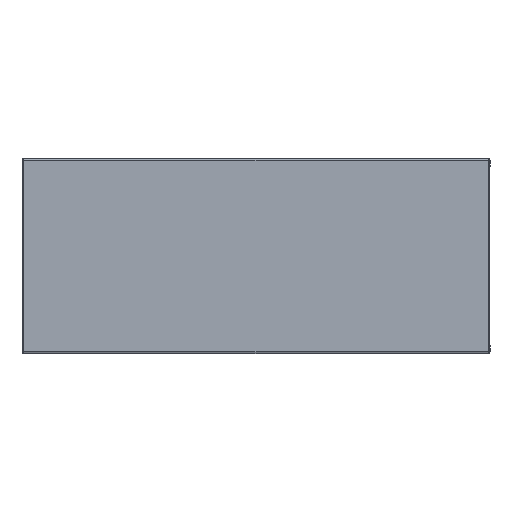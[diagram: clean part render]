
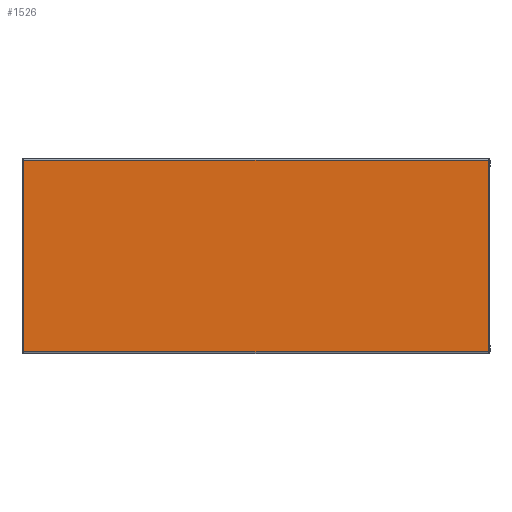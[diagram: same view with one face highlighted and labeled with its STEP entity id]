
A CAD part, left-side view. The second image highlights one B-rep face of the part: STEP entity #1526.
In plain terms, the highlighted planar face has unit normal (-1, 0, 0).
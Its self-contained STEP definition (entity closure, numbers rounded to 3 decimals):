
#2 = ORIENTED_EDGE ( 'NONE', *, *, #3894, .T. ) ;
#60 = CARTESIAN_POINT ( 'NONE',  ( -1., -0.595, 0.005 ) ) ;
#155 = PLANE ( 'NONE',  #1105 ) ;
#183 = DIRECTION ( 'NONE',  ( 0., 0., -1. ) ) ;
#503 = EDGE_CURVE ( 'NONE', #721, #1972, #5298, .T. ) ;
#528 = CARTESIAN_POINT ( 'NONE',  ( -1., 0.595, 0.02 ) ) ;
#544 = FACE_OUTER_BOUND ( 'NONE', #5331, .T. ) ;
#706 = CARTESIAN_POINT ( 'NONE',  ( -1., 0.595, 0.495 ) ) ;
#710 = LINE ( 'NONE', #3402, #3034 ) ;
#721 = VERTEX_POINT ( 'NONE', #706 ) ;
#775 = DIRECTION ( 'NONE',  ( 0., 1., 0. ) ) ;
#789 = VERTEX_POINT ( 'NONE', #60 ) ;
#956 = DIRECTION ( 'NONE',  ( 0., 0., -1. ) ) ;
#994 = CARTESIAN_POINT ( 'NONE',  ( -1., -0.6, 0.005 ) ) ;
#1105 = AXIS2_PLACEMENT_3D ( 'NONE', #5409, #2775, #183 ) ;
#1433 = DIRECTION ( 'NONE',  ( 0., -1., 0. ) ) ;
#1526 = ADVANCED_FACE ( 'NONE', ( #544 ), #155, .F. ) ;
#1797 = CARTESIAN_POINT ( 'NONE',  ( -1., 0.595, 0.005 ) ) ;
#1901 = EDGE_CURVE ( 'NONE', #1972, #789, #4131, .T. ) ;
#1972 = VERTEX_POINT ( 'NONE', #1797 ) ;
#2296 = EDGE_CURVE ( 'NONE', #789, #5002, #4208, .T. ) ;
#2676 = VECTOR ( 'NONE', #1433, 1000. ) ;
#2775 = DIRECTION ( 'NONE',  ( 1., 0., 0. ) ) ;
#3034 = VECTOR ( 'NONE', #775, 1000. ) ;
#3036 = VECTOR ( 'NONE', #3070, 1000. ) ;
#3050 = CARTESIAN_POINT ( 'NONE',  ( -1., -0.595, 0.02 ) ) ;
#3070 = DIRECTION ( 'NONE',  ( 0., 0., 1. ) ) ;
#3372 = ORIENTED_EDGE ( 'NONE', *, *, #503, .T. ) ;
#3402 = CARTESIAN_POINT ( 'NONE',  ( -1., -0.6, 0.495 ) ) ;
#3702 = ORIENTED_EDGE ( 'NONE', *, *, #2296, .T. ) ;
#3839 = ORIENTED_EDGE ( 'NONE', *, *, #1901, .T. ) ;
#3894 = EDGE_CURVE ( 'NONE', #5002, #721, #710, .T. ) ;
#4131 = LINE ( 'NONE', #994, #2676 ) ;
#4208 = LINE ( 'NONE', #3050, #3036 ) ;
#4762 = VECTOR ( 'NONE', #956, 1000. ) ;
#4900 = CARTESIAN_POINT ( 'NONE',  ( -1., -0.595, 0.495 ) ) ;
#5002 = VERTEX_POINT ( 'NONE', #4900 ) ;
#5298 = LINE ( 'NONE', #528, #4762 ) ;
#5331 = EDGE_LOOP ( 'NONE', ( #2, #3372, #3839, #3702 ) ) ;
#5409 = CARTESIAN_POINT ( 'NONE',  ( -1., -0.6, 0.02 ) ) ;
